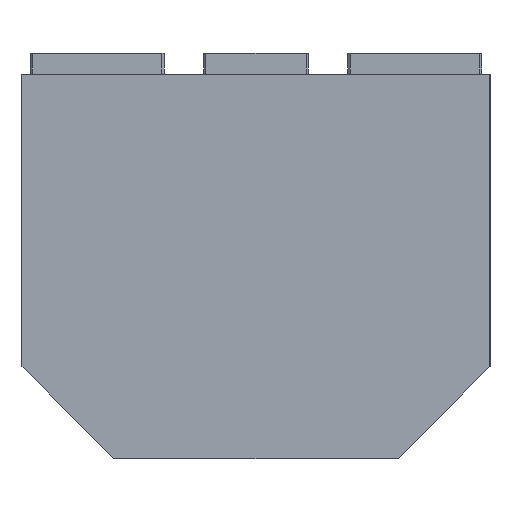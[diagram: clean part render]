
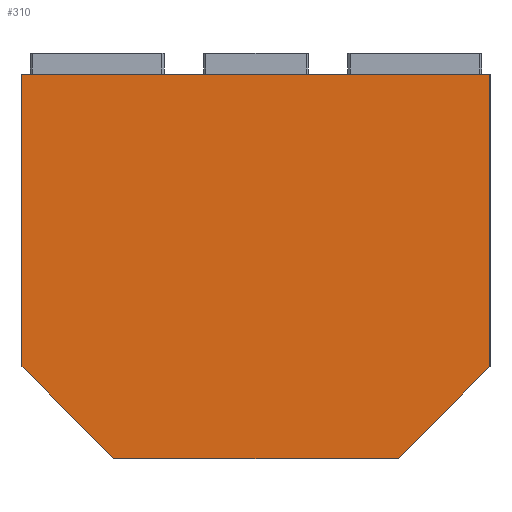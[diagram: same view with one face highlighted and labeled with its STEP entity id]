
A CAD part, left-side view. The second image highlights one B-rep face of the part: STEP entity #310.
In plain terms, the highlighted planar face has unit normal (-1, 0, 0).
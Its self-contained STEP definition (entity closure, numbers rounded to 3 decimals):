
#55=FACE_OUTER_BOUND('',#430,.T.);
#94=LINE('',#1359,#198);
#100=LINE('',#1383,#204);
#108=LINE('',#1403,#212);
#110=LINE('',#1407,#214);
#112=LINE('',#1411,#216);
#129=LINE('',#1445,#233);
#198=VECTOR('',#1097,1.);
#204=VECTOR('',#1123,1.);
#212=VECTOR('',#1139,1.);
#214=VECTOR('',#1143,1.);
#216=VECTOR('',#1147,1.);
#233=VECTOR('',#1166,1.);
#310=ADVANCED_FACE('',(#55),#361,.F.);
#361=PLANE('',#1022);
#430=EDGE_LOOP('',(#557,#558,#559,#560,#561,#562));
#557=ORIENTED_EDGE('',*,*,#826,.T.);
#558=ORIENTED_EDGE('',*,*,#838,.T.);
#559=ORIENTED_EDGE('',*,*,#869,.T.);
#560=ORIENTED_EDGE('',*,*,#852,.T.);
#561=ORIENTED_EDGE('',*,*,#850,.T.);
#562=ORIENTED_EDGE('',*,*,#848,.T.);
#737=VERTEX_POINT('',#1353);
#740=VERTEX_POINT('',#1358);
#748=VERTEX_POINT('',#1382);
#756=VERTEX_POINT('',#1402);
#757=VERTEX_POINT('',#1406);
#758=VERTEX_POINT('',#1410);
#826=EDGE_CURVE('',#737,#740,#94,.T.);
#838=EDGE_CURVE('',#740,#748,#100,.T.);
#848=EDGE_CURVE('',#756,#737,#108,.T.);
#850=EDGE_CURVE('',#757,#756,#110,.T.);
#852=EDGE_CURVE('',#758,#757,#112,.T.);
#869=EDGE_CURVE('',#748,#758,#129,.T.);
#1022=AXIS2_PLACEMENT_3D('',#1463,#1177,#1178);
#1097=DIRECTION('',(0.,-0.707,0.707));
#1123=DIRECTION('',(0.,0.,1.));
#1139=DIRECTION('',(0.,-1.,0.));
#1143=DIRECTION('',(0.,-0.707,-0.707));
#1147=DIRECTION('',(0.,0.,-1.));
#1166=DIRECTION('',(0.,1.,0.));
#1177=DIRECTION('',(1.,0.,0.));
#1178=DIRECTION('',(0.,1.,0.));
#1353=CARTESIAN_POINT('',(-57.5,-34.,-92.));
#1358=CARTESIAN_POINT('',(-57.5,-56.,-70.));
#1359=CARTESIAN_POINT('',(-57.5,-34.,-92.));
#1382=CARTESIAN_POINT('',(-57.5,-56.,0.));
#1383=CARTESIAN_POINT('',(-57.5,-56.,-70.));
#1402=CARTESIAN_POINT('',(-57.5,34.,-92.));
#1403=CARTESIAN_POINT('',(-57.5,34.,-92.));
#1406=CARTESIAN_POINT('',(-57.5,56.,-70.));
#1407=CARTESIAN_POINT('',(-57.5,56.,-70.));
#1410=CARTESIAN_POINT('',(-57.5,56.,0.));
#1411=CARTESIAN_POINT('',(-57.5,56.,0.));
#1445=CARTESIAN_POINT('',(-57.5,-56.,0.));
#1463=CARTESIAN_POINT('',(-57.5,0.,-126.));
